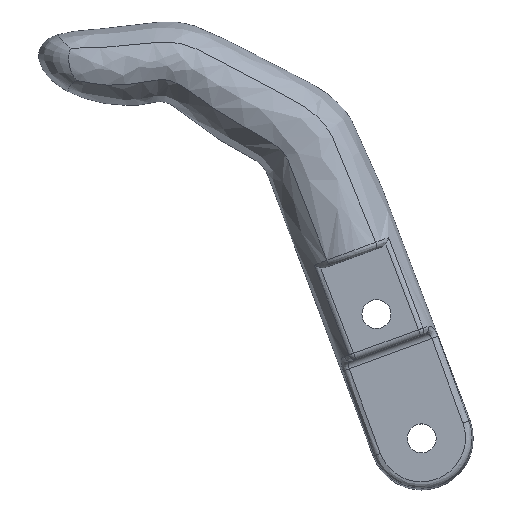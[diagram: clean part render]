
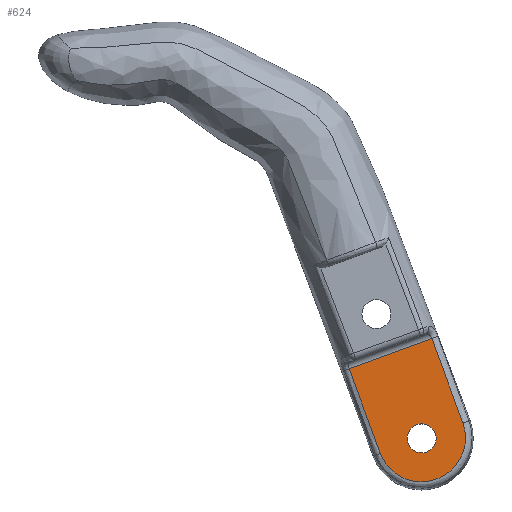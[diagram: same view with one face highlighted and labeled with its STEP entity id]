
A CAD part, top view. The second image highlights one B-rep face of the part: STEP entity #624.
In plain terms, the highlighted planar face has unit normal (0, 0, 1).
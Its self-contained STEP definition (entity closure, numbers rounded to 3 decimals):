
#19=FACE_BOUND('',#198,.T.);
#24=PLANE('',#675);
#67=B_SPLINE_CURVE_WITH_KNOTS('',3,(#1699,#1700,#1701,#1702),
 .UNSPECIFIED.,.F.,.F.,(4,4),(8.455,9.854),
 .UNSPECIFIED.);
#68=B_SPLINE_CURVE_WITH_KNOTS('',3,(#1732,#1733,#1734,#1735,#1736,#1737,
#1738),.UNSPECIFIED.,.F.,.F.,(4,1,1,1,4),(-2.127,-1.823,
-1.216,-0.608,0.),
 .UNSPECIFIED.);
#71=B_SPLINE_CURVE_WITH_KNOTS('',3,(#1792,#1793,#1794,#1795),
 .UNSPECIFIED.,.F.,.F.,(4,4),(0.,1.4),
 .UNSPECIFIED.);
#155=FACE_OUTER_BOUND('',#197,.T.);
#197=EDGE_LOOP('',(#540,#541,#542,#543));
#198=EDGE_LOOP('',(#544));
#212=LINE('',#1802,#220);
#220=VECTOR('',#732,10.);
#227=CIRCLE('',#652,2.25);
#246=VERTEX_POINT('',#760);
#281=VERTEX_POINT('',#1575);
#284=VERTEX_POINT('',#1621);
#287=VERTEX_POINT('',#1686);
#289=VERTEX_POINT('',#1731);
#306=EDGE_CURVE('',#246,#246,#227,.T.);
#362=EDGE_CURVE('',#281,#287,#67,.T.);
#363=EDGE_CURVE('',#287,#289,#68,.T.);
#366=EDGE_CURVE('',#289,#284,#71,.T.);
#369=EDGE_CURVE('',#284,#281,#212,.T.);
#540=ORIENTED_EDGE('',*,*,#362,.F.);
#541=ORIENTED_EDGE('',*,*,#369,.F.);
#542=ORIENTED_EDGE('',*,*,#366,.F.);
#543=ORIENTED_EDGE('',*,*,#363,.F.);
#544=ORIENTED_EDGE('',*,*,#306,.T.);
#624=ADVANCED_FACE('',(#155,#19),#24,.F.);
#652=AXIS2_PLACEMENT_3D('',#762,#692,#693);
#675=AXIS2_PLACEMENT_3D('',#2338,#744,#745);
#692=DIRECTION('center_axis',(0.,0.,-1.));
#693=DIRECTION('ref_axis',(1.,0.,0.));
#732=DIRECTION('',(0.94,0.342,0.));
#744=DIRECTION('center_axis',(0.,0.,-1.));
#745=DIRECTION('ref_axis',(-1.,0.,0.));
#760=CARTESIAN_POINT('',(1.169,-9.394,2.5));
#762=CARTESIAN_POINT('Origin',(3.419,-9.394,2.5));
#1575=CARTESIAN_POINT('',(5.007,6.079,2.5));
#1621=CARTESIAN_POINT('',(-7.826,1.408,2.5));
#1686=CARTESIAN_POINT('',(9.831,-7.06,2.5));
#1699=CARTESIAN_POINT('Ctrl Pts',(5.007,6.079,2.5));
#1700=CARTESIAN_POINT('Ctrl Pts',(6.636,1.707,2.5));
#1701=CARTESIAN_POINT('Ctrl Pts',(8.235,-2.676,2.5));
#1702=CARTESIAN_POINT('Ctrl Pts',(9.831,-7.06,2.5));
#1731=CARTESIAN_POINT('',(-2.993,-11.727,2.5));
#1732=CARTESIAN_POINT('Ctrl Pts',(9.831,-7.06,2.5));
#1733=CARTESIAN_POINT('Ctrl Pts',(10.157,-8.011,2.5));
#1734=CARTESIAN_POINT('Ctrl Pts',(10.563,-11.116,2.5));
#1735=CARTESIAN_POINT('Ctrl Pts',(7.596,-15.856,2.5));
#1736=CARTESIAN_POINT('Ctrl Pts',(0.956,-16.711,2.5));
#1737=CARTESIAN_POINT('Ctrl Pts',(-2.307,-13.628,2.5));
#1738=CARTESIAN_POINT('Ctrl Pts',(-2.993,-11.727,2.5));
#1792=CARTESIAN_POINT('Ctrl Pts',(-2.993,-11.727,2.5));
#1793=CARTESIAN_POINT('Ctrl Pts',(-4.589,-7.343,2.5));
#1794=CARTESIAN_POINT('Ctrl Pts',(-6.188,-2.96,2.5));
#1795=CARTESIAN_POINT('Ctrl Pts',(-7.826,1.408,2.5));
#1802=CARTESIAN_POINT('',(-8.514,1.158,2.5));
#2338=CARTESIAN_POINT('Origin',(-3.698,-11.988,2.5));
